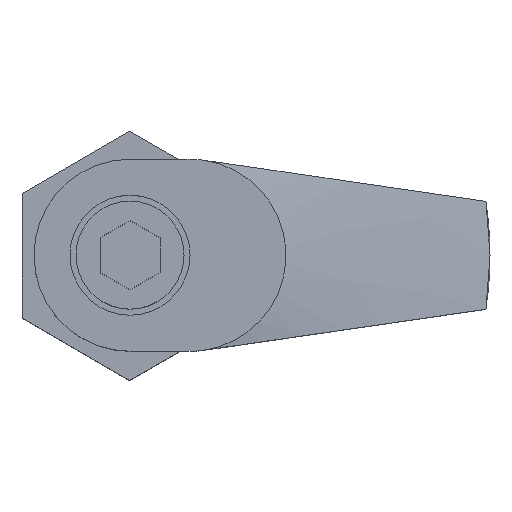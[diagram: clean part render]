
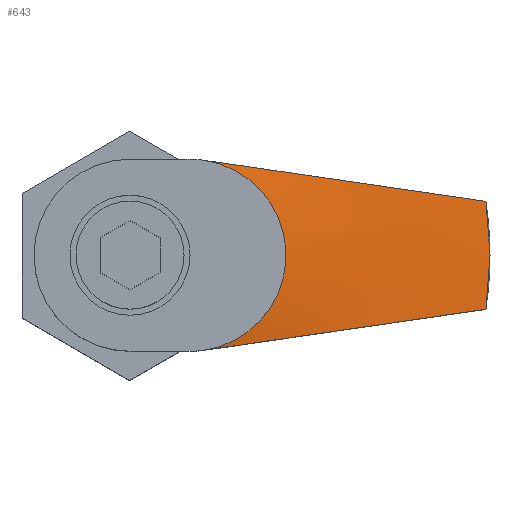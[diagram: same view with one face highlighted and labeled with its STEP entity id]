
A CAD part, top view. The second image highlights one B-rep face of the part: STEP entity #643.
In plain terms, the highlighted conical face has half-angle 79.992 degrees and reference radius 59.488 mm.
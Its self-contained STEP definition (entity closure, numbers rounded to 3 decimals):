
#31 = CARTESIAN_POINT ( 'NONE',  ( 14.282, 15.546, 57. ) ) ;
#82 = B_SPLINE_CURVE_WITH_KNOTS ( 'NONE', 3,
 ( #803, #648, #1902, #1283, #956, #1460, #1915, #1138, #496, #332, #1607, #1599, #819, #1430 ),
 .UNSPECIFIED., .F., .F.,
 ( 4, 2, 2, 2, 2, 2, 4 ),
 ( 0., 0.012, 0.024, 0.03, 0.036, 0.042, 0.048 ),
 .UNSPECIFIED. ) ;
#90 = CARTESIAN_POINT ( 'NONE',  ( 59.321, -9., 50.976 ) ) ;
#93 = EDGE_CURVE ( 'NONE', #1242, #516, #82, .T. ) ;
#113 = CIRCLE ( 'NONE', #1329, 16. ) ;
#186 = DIRECTION ( 'NONE',  ( 0., 0., -1. ) ) ;
#217 = CARTESIAN_POINT ( 'NONE',  ( 39.807, 11.836, 54.177 ) ) ;
#324 = EDGE_CURVE ( 'NONE', #887, #1186, #608, .T. ) ;
#332 = CARTESIAN_POINT ( 'NONE',  ( 22.193, -14.396, 56.506 ) ) ;
#359 = CARTESIAN_POINT ( 'NONE',  ( 59.321, 9., 50.976 ) ) ;
#368 = CARTESIAN_POINT ( 'NONE',  ( 28.061, 13.543, 55.847 ) ) ;
#395 = CARTESIAN_POINT ( 'NONE',  ( 31.982, 12.973, 55.325 ) ) ;
#427 = CARTESIAN_POINT ( 'NONE',  ( 60., 0., 51. ) ) ;
#496 = CARTESIAN_POINT ( 'NONE',  ( 26.121, -13.825, 56.086 ) ) ;
#516 = VERTEX_POINT ( 'NONE', #1775 ) ;
#520 = CARTESIAN_POINT ( 'NONE',  ( 22.167, 14.4, 56.509 ) ) ;
#529 = CARTESIAN_POINT ( 'NONE',  ( 10., 0., 49.326 ) ) ;
#608 = B_SPLINE_CURVE_WITH_KNOTS ( 'NONE', 3,
 ( #1485, #695, #1921, #1771 ),
 .UNSPECIFIED., .F., .F.,
 ( 4, 4 ),
 ( 0., 0.009 ),
 .UNSPECIFIED. ) ;
#643 = ADVANCED_FACE ( 'NONE', ( #1821 ), #1997, .T. ) ;
#648 = CARTESIAN_POINT ( 'NONE',  ( 55.423, -9.567, 51.635 ) ) ;
#695 = CARTESIAN_POINT ( 'NONE',  ( 59.776, 6., 50.992 ) ) ;
#696 = EDGE_CURVE ( 'NONE', #820, #887, #1928, .T. ) ;
#706 = CARTESIAN_POINT ( 'NONE',  ( 33.939, 12.689, 55.046 ) ) ;
#739 = ORIENTED_EDGE ( 'NONE', *, *, #696, .F. ) ;
#749 = CARTESIAN_POINT ( 'NONE',  ( 60., -3., 51. ) ) ;
#771 = CARTESIAN_POINT ( 'NONE',  ( 12.301, 15.834, 57. ) ) ;
#803 = CARTESIAN_POINT ( 'NONE',  ( 59.321, -9., 50.976 ) ) ;
#819 = CARTESIAN_POINT ( 'NONE',  ( 14.292, -15.544, 57. ) ) ;
#820 = VERTEX_POINT ( 'NONE', #771 ) ;
#838 = DIRECTION ( 'NONE',  ( -1., 0., 0. ) ) ;
#887 = VERTEX_POINT ( 'NONE', #1721 ) ;
#956 = CARTESIAN_POINT ( 'NONE',  ( 39.816, -11.835, 54.176 ) ) ;
#1023 = CARTESIAN_POINT ( 'NONE',  ( 43.713, 11.268, 53.557 ) ) ;
#1072 = EDGE_CURVE ( 'NONE', #820, #516, #113, .T. ) ;
#1077 = CARTESIAN_POINT ( 'NONE',  ( 59.776, -6., 50.992 ) ) ;
#1138 = CARTESIAN_POINT ( 'NONE',  ( 28.081, -13.54, 55.844 ) ) ;
#1140 = EDGE_LOOP ( 'NONE', ( #1995, #1154, #1788, #1412, #739 ) ) ;
#1154 = ORIENTED_EDGE ( 'NONE', *, *, #93, .F. ) ;
#1186 = VERTEX_POINT ( 'NONE', #427 ) ;
#1191 = CARTESIAN_POINT ( 'NONE',  ( 55.421, 9.567, 51.635 ) ) ;
#1221 = CARTESIAN_POINT ( 'NONE',  ( 60., 0., 51. ) ) ;
#1228 = CARTESIAN_POINT ( 'NONE',  ( 59.321, -9., 50.976 ) ) ;
#1242 = VERTEX_POINT ( 'NONE', #1228 ) ;
#1283 = CARTESIAN_POINT ( 'NONE',  ( 43.72, -11.267, 53.556 ) ) ;
#1327 = CARTESIAN_POINT ( 'NONE',  ( 16.257, 15.259, 56.932 ) ) ;
#1329 = AXIS2_PLACEMENT_3D ( 'NONE', #1886, #186, #838 ) ;
#1412 = ORIENTED_EDGE ( 'NONE', *, *, #324, .F. ) ;
#1430 = CARTESIAN_POINT ( 'NONE',  ( 12.301, -15.834, 57. ) ) ;
#1460 = CARTESIAN_POINT ( 'NONE',  ( 33.953, -12.687, 55.044 ) ) ;
#1485 = CARTESIAN_POINT ( 'NONE',  ( 59.321, 9., 50.976 ) ) ;
#1508 = EDGE_CURVE ( 'NONE', #1186, #1242, #1840, .T. ) ;
#1599 = CARTESIAN_POINT ( 'NONE',  ( 16.274, -15.256, 56.931 ) ) ;
#1607 = CARTESIAN_POINT ( 'NONE',  ( 20.224, -14.682, 56.684 ) ) ;
#1721 = CARTESIAN_POINT ( 'NONE',  ( 59.321, 9., 50.976 ) ) ;
#1771 = CARTESIAN_POINT ( 'NONE',  ( 60., 0., 51. ) ) ;
#1775 = CARTESIAN_POINT ( 'NONE',  ( 12.301, -15.834, 57. ) ) ;
#1786 = DIRECTION ( 'NONE',  ( -1., 0., 0. ) ) ;
#1788 = ORIENTED_EDGE ( 'NONE', *, *, #1508, .F. ) ;
#1800 = CARTESIAN_POINT ( 'NONE',  ( 26.098, 13.829, 56.089 ) ) ;
#1813 = CARTESIAN_POINT ( 'NONE',  ( 12.301, 15.834, 57. ) ) ;
#1821 = FACE_OUTER_BOUND ( 'NONE', #1140, .T. ) ;
#1840 = B_SPLINE_CURVE_WITH_KNOTS ( 'NONE', 3,
 ( #1221, #749, #1077, #90 ),
 .UNSPECIFIED., .F., .F.,
 ( 4, 4 ),
 ( 0.009, 0.018 ),
 .UNSPECIFIED. ) ;
#1886 = CARTESIAN_POINT ( 'NONE',  ( 10., 0., 57. ) ) ;
#1902 = CARTESIAN_POINT ( 'NONE',  ( 51.523, -10.133, 52.286 ) ) ;
#1915 = CARTESIAN_POINT ( 'NONE',  ( 31.997, -12.971, 55.323 ) ) ;
#1921 = CARTESIAN_POINT ( 'NONE',  ( 60., 3., 51. ) ) ;
#1928 = B_SPLINE_CURVE_WITH_KNOTS ( 'NONE', 3,
 ( #1813, #31, #1327, #1945, #520, #1800, #368, #395, #706, #217, #1023, #1934, #1191, #359 ),
 .UNSPECIFIED., .F., .F.,
 ( 4, 2, 2, 2, 2, 2, 4 ),
 ( 0., 0.006, 0.012, 0.018, 0.024, 0.036, 0.048 ),
 .UNSPECIFIED. ) ;
#1934 = CARTESIAN_POINT ( 'NONE',  ( 51.52, 10.134, 52.287 ) ) ;
#1945 = CARTESIAN_POINT ( 'NONE',  ( 20.2, 14.686, 56.685 ) ) ;
#1965 = AXIS2_PLACEMENT_3D ( 'NONE', #529, #1968, #1786 ) ;
#1968 = DIRECTION ( 'NONE',  ( 0., 0., -1. ) ) ;
#1995 = ORIENTED_EDGE ( 'NONE', *, *, #1072, .T. ) ;
#1997 = CONICAL_SURFACE ( 'NONE', #1965, 59.488, 1.396 ) ;
